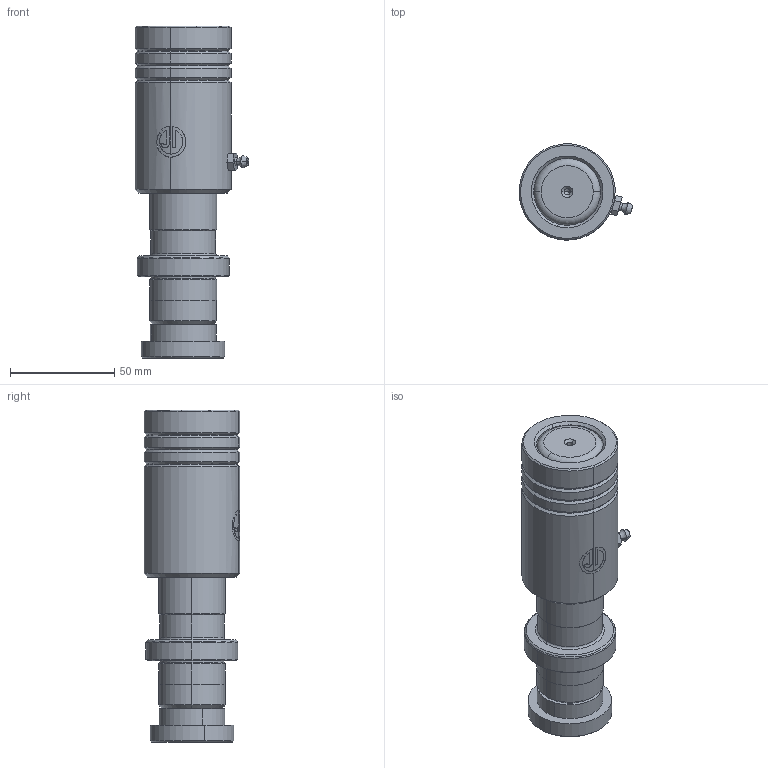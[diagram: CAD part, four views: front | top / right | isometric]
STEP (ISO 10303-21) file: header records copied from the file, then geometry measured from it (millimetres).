
FILE_DESCRIPTION (( 'STEP AP214' ), '1' );
FILE_NAME ('HRD-D32-L120(BL-80).STEP', '2021-09-27T09:20:04', ( '' ), ( '' ), 'SwSTEP 2.0', 'SolidWorks 2016', '' );
FILE_SCHEMA (( 'AUTOMOTIVE_DESIGN' ));
Length unit declared in the file: millimetre
Products named in the file (12): 蛁蚐郲; TRP-D32-L120; LXB-D46-d32-L80; HRD-D32-L120(BL-80); LXB-D46-d32-L80郪蚾; TRP蹟簽D32
Assembly tree (7 placements, depth 3):
  蛁蚐郲
  HRD-D32-L120(BL-80)
    LXB-D46-d32-L80郪蚾
      LXB-D46-d32-L80
  HRD-D32-L120(BL-80)
    TRP-D32-L120
    TRP蹟簽D32
    LXB-D46-d32-L80郪蚾
      LXB-D46-d32-L80
      蛁蚐郲
  TRP-D32-L120
  TRP蹟簽D32
Bounding box: 54.31 x 45.92 x 159 mm (x, y, z)
Volume: 198051.2 mm3; surface area: 45423.6 mm2
Topology: 4 solids, 4 shells, 163 faces, 361 edges, 216 vertices
Faces by surface type: cylinder 49, cone 42, plane 30, torus 28, bspline 14
Entity records: 8824 total; most frequent: CARTESIAN_POINT 4911, DIRECTION 799, ORIENTED_EDGE 710, EDGE_CURVE 355, AXIS2_PLACEMENT_3D 341, VERTEX_POINT 212, EDGE_LOOP 183, CIRCLE 177
